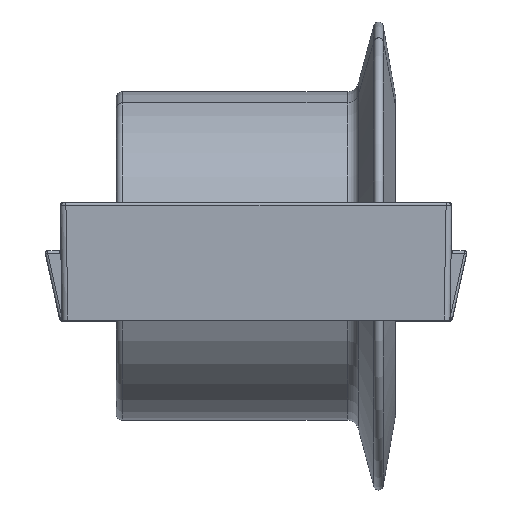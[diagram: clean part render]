
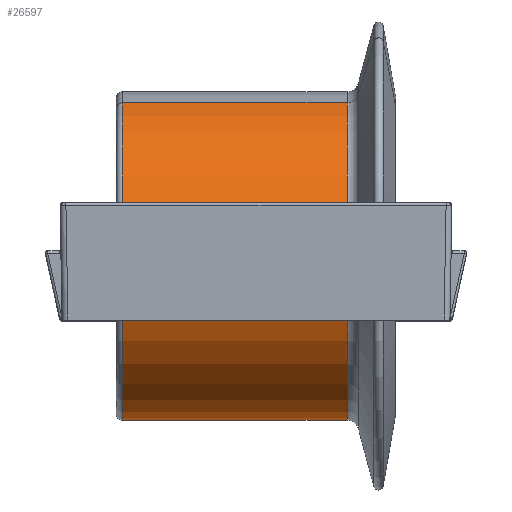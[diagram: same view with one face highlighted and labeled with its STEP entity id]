
A CAD part, top view. The second image highlights one B-rep face of the part: STEP entity #26597.
In plain terms, the highlighted cylindrical face has radius 14 mm (diameter 28 mm), a partial arc.
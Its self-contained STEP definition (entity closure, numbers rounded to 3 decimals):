
#904 = VERTEX_POINT ( 'NONE', #31450 ) ;
#1227 = FACE_OUTER_BOUND ( 'NONE', #4699, .T. ) ;
#1710 = AXIS2_PLACEMENT_3D ( 'NONE', #23123, #7974, #25657 ) ;
#1866 = ORIENTED_EDGE ( 'NONE', *, *, #24394, .T. ) ;
#3619 = CARTESIAN_POINT ( 'NONE',  ( 0., 0., 11.4 ) ) ;
#4493 = CIRCLE ( 'NONE', #1710, 14. ) ;
#4699 = EDGE_LOOP ( 'NONE', ( #22794, #25088, #1866, #23511 ) ) ;
#5917 = CARTESIAN_POINT ( 'NONE',  ( 14., 0., -7.769 ) ) ;
#6185 = DIRECTION ( 'NONE',  ( 1., 0., 0. ) ) ;
#7228 = CYLINDRICAL_SURFACE ( 'NONE', #31515, 14. ) ;
#7369 = VERTEX_POINT ( 'NONE', #17342 ) ;
#7974 = DIRECTION ( 'NONE',  ( 0., 0., 1. ) ) ;
#9729 = LINE ( 'NONE', #32544, #23979 ) ;
#10974 = CARTESIAN_POINT ( 'NONE',  ( 14., 0., 11.9 ) ) ;
#11033 = DIRECTION ( 'NONE',  ( -1., 0., 0. ) ) ;
#11720 = AXIS2_PLACEMENT_3D ( 'NONE', #3619, #21335, #6185 ) ;
#13259 = LINE ( 'NONE', #10974, #32639 ) ;
#13523 = EDGE_CURVE ( 'NONE', #29901, #15672, #13259, .T. ) ;
#13582 = DIRECTION ( 'NONE',  ( 0., 0., -1. ) ) ;
#15672 = VERTEX_POINT ( 'NONE', #5917 ) ;
#17148 = DIRECTION ( 'NONE',  ( 0., 0., -1. ) ) ;
#17342 = CARTESIAN_POINT ( 'NONE',  ( -14., 0., -7.769 ) ) ;
#20263 = CARTESIAN_POINT ( 'NONE',  ( 14., 0., 11.4 ) ) ;
#21335 = DIRECTION ( 'NONE',  ( 0., 0., -1. ) ) ;
#22065 = EDGE_CURVE ( 'NONE', #29901, #904, #32057, .T. ) ;
#22794 = ORIENTED_EDGE ( 'NONE', *, *, #13523, .F. ) ;
#23123 = CARTESIAN_POINT ( 'NONE',  ( 0., 0., -7.769 ) ) ;
#23511 = ORIENTED_EDGE ( 'NONE', *, *, #25460, .T. ) ;
#23979 = VECTOR ( 'NONE', #17148, 1000. ) ;
#24394 = EDGE_CURVE ( 'NONE', #904, #7369, #9729, .T. ) ;
#25088 = ORIENTED_EDGE ( 'NONE', *, *, #22065, .T. ) ;
#25460 = EDGE_CURVE ( 'NONE', #7369, #15672, #4493, .T. ) ;
#25657 = DIRECTION ( 'NONE',  ( -1., 0., 0. ) ) ;
#26122 = DIRECTION ( 'NONE',  ( 0., 0., -1. ) ) ;
#26597 = ADVANCED_FACE ( 'NONE', ( #1227 ), #7228, .T. ) ;
#28732 = CARTESIAN_POINT ( 'NONE',  ( 0., 0., 11.9 ) ) ;
#29901 = VERTEX_POINT ( 'NONE', #20263 ) ;
#31450 = CARTESIAN_POINT ( 'NONE',  ( -14., 0., 11.4 ) ) ;
#31515 = AXIS2_PLACEMENT_3D ( 'NONE', #28732, #13582, #11033 ) ;
#32057 = CIRCLE ( 'NONE', #11720, 14. ) ;
#32544 = CARTESIAN_POINT ( 'NONE',  ( -14., 0., 11.9 ) ) ;
#32639 = VECTOR ( 'NONE', #26122, 1000. ) ;
